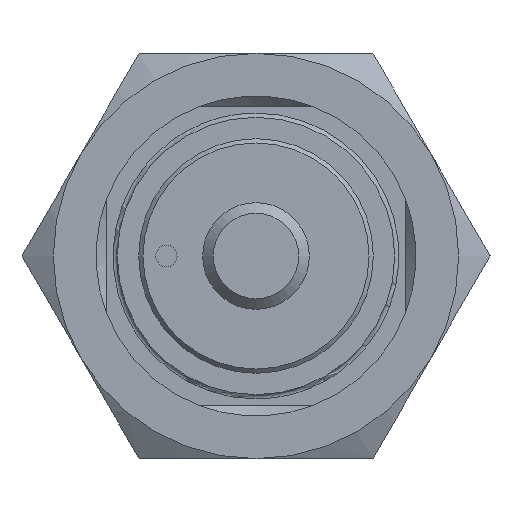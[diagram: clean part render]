
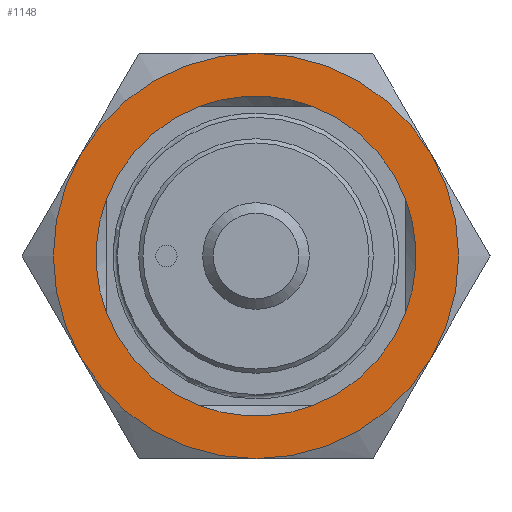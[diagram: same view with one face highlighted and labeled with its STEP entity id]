
A CAD part, left-side view. The second image highlights one B-rep face of the part: STEP entity #1148.
In plain terms, the highlighted planar face has unit normal (-1, 0, 0).
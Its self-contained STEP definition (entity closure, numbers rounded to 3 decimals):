
#225=CARTESIAN_POINT('',(4.,2.693,7.));
#226=VERTEX_POINT('',#225);
#242=CARTESIAN_POINT('',(4.,-2.693,7.));
#243=VERTEX_POINT('',#242);
#257=CARTESIAN_POINT('',(4.,0.0,0.0));
#258=DIRECTION('',(-1.0,0.0,0.0));
#259=DIRECTION('',(0.0,0.0,1.0));
#260=AXIS2_PLACEMENT_3D('',#257,#258,#259);
#261=CIRCLE('',#260,7.5);
#262=EDGE_CURVE('',#243,#226,#261,.T.);
#855=CARTESIAN_POINT('',(4.,2.693,-7.));
#856=VERTEX_POINT('',#855);
#857=CARTESIAN_POINT('',(4.,7.,-2.693));
#858=VERTEX_POINT('',#857);
#859=CARTESIAN_POINT('',(4.0,0.0,0.0));
#860=DIRECTION('',(1.0,0.0,0.0));
#861=DIRECTION('',(0.0,0.0,1.0));
#862=AXIS2_PLACEMENT_3D('',#859,#860,#861);
#863=CIRCLE('',#862,7.5);
#864=EDGE_CURVE('',#856,#858,#863,.T.);
#889=CARTESIAN_POINT('',(4.,7.,2.693));
#890=VERTEX_POINT('',#889);
#918=CARTESIAN_POINT('',(4.0,0.0,0.0));
#919=DIRECTION('',(1.0,0.0,0.0));
#920=DIRECTION('',(0.0,0.0,1.0));
#921=AXIS2_PLACEMENT_3D('',#918,#919,#920);
#922=CIRCLE('',#921,7.5);
#923=EDGE_CURVE('',#890,#226,#922,.T.);
#959=CARTESIAN_POINT('',(4.,-7.,2.693));
#960=VERTEX_POINT('',#959);
#961=CARTESIAN_POINT('',(4.0,0.0,0.0));
#962=DIRECTION('',(1.0,0.0,0.0));
#963=DIRECTION('',(0.0,0.0,1.0));
#964=AXIS2_PLACEMENT_3D('',#961,#962,#963);
#965=CIRCLE('',#964,7.5);
#966=EDGE_CURVE('',#243,#960,#965,.T.);
#986=CARTESIAN_POINT('',(4.,-7.,-2.693));
#987=VERTEX_POINT('',#986);
#1015=CARTESIAN_POINT('',(4.,-2.693,-7.));
#1016=VERTEX_POINT('',#1015);
#1017=CARTESIAN_POINT('',(4.0,0.0,0.0));
#1018=DIRECTION('',(1.0,0.0,0.0));
#1019=DIRECTION('',(0.0,0.0,1.0));
#1020=AXIS2_PLACEMENT_3D('',#1017,#1018,#1019);
#1021=CIRCLE('',#1020,7.5);
#1022=EDGE_CURVE('',#987,#1016,#1021,.T.);
#1059=CARTESIAN_POINT('',(4.0,9.614,9.614));
#1060=DIRECTION('',(1.0,0.0,0.0));
#1061=DIRECTION('',(0.0,0.0,-1.0));
#1062=AXIS2_PLACEMENT_3D('',#1059,#1060,#1061);
#1063=PLANE('',#1062);
#1064=CARTESIAN_POINT('',(4.0,-8.227,4.75));
#1065=VERTEX_POINT('',#1064);
#1066=CARTESIAN_POINT('',(4.0,-8.227,-4.75));
#1067=VERTEX_POINT('',#1066);
#1068=CARTESIAN_POINT('',(4.0,0.0,0.0));
#1069=DIRECTION('',(1.0,0.0,0.0));
#1070=DIRECTION('',(0.0,0.0,-1.0));
#1071=AXIS2_PLACEMENT_3D('',#1068,#1069,#1070);
#1072=CIRCLE('',#1071,9.5);
#1073=EDGE_CURVE('',#1065,#1067,#1072,.T.);
#1074=ORIENTED_EDGE('',*,*,#1073,.F.);
#1075=CARTESIAN_POINT('',(4.0,0.,9.5));
#1076=VERTEX_POINT('',#1075);
#1077=CARTESIAN_POINT('',(4.0,0.0,0.0));
#1078=DIRECTION('',(1.0,0.0,0.0));
#1079=DIRECTION('',(0.0,0.0,-1.0));
#1080=AXIS2_PLACEMENT_3D('',#1077,#1078,#1079);
#1081=CIRCLE('',#1080,9.5);
#1082=EDGE_CURVE('',#1076,#1065,#1081,.T.);
#1083=ORIENTED_EDGE('',*,*,#1082,.F.);
#1084=CARTESIAN_POINT('',(4.,8.227,4.75));
#1085=VERTEX_POINT('',#1084);
#1086=CARTESIAN_POINT('',(4.0,0.0,0.0));
#1087=DIRECTION('',(1.0,0.0,0.0));
#1088=DIRECTION('',(0.0,0.0,-1.0));
#1089=AXIS2_PLACEMENT_3D('',#1086,#1087,#1088);
#1090=CIRCLE('',#1089,9.5);
#1091=EDGE_CURVE('',#1085,#1076,#1090,.T.);
#1092=ORIENTED_EDGE('',*,*,#1091,.F.);
#1093=CARTESIAN_POINT('',(4.,8.227,-4.75));
#1094=VERTEX_POINT('',#1093);
#1095=CARTESIAN_POINT('',(4.,0.0,0.0));
#1096=DIRECTION('',(1.0,0.0,0.0));
#1097=DIRECTION('',(0.0,0.0,-1.0));
#1098=AXIS2_PLACEMENT_3D('',#1095,#1096,#1097);
#1099=CIRCLE('',#1098,9.5);
#1100=EDGE_CURVE('',#1094,#1085,#1099,.T.);
#1101=ORIENTED_EDGE('',*,*,#1100,.F.);
#1102=CARTESIAN_POINT('',(4.0,0.,-9.5));
#1103=VERTEX_POINT('',#1102);
#1104=CARTESIAN_POINT('',(4.0,0.0,0.0));
#1105=DIRECTION('',(1.0,0.0,0.0));
#1106=DIRECTION('',(0.0,0.0,-1.0));
#1107=AXIS2_PLACEMENT_3D('',#1104,#1105,#1106);
#1108=CIRCLE('',#1107,9.5);
#1109=EDGE_CURVE('',#1103,#1094,#1108,.T.);
#1110=ORIENTED_EDGE('',*,*,#1109,.F.);
#1111=CARTESIAN_POINT('',(4.0,0.0,0.0));
#1112=DIRECTION('',(1.0,0.0,0.0));
#1113=DIRECTION('',(0.0,0.0,-1.0));
#1114=AXIS2_PLACEMENT_3D('',#1111,#1112,#1113);
#1115=CIRCLE('',#1114,9.5);
#1116=EDGE_CURVE('',#1067,#1103,#1115,.T.);
#1117=ORIENTED_EDGE('',*,*,#1116,.F.);
#1118=EDGE_LOOP('',(#1074,#1083,#1092,#1101,#1110,#1117));
#1119=FACE_OUTER_BOUND('',#1118,.T.);
#1120=CARTESIAN_POINT('',(4.,0.0,0.0));
#1121=DIRECTION('',(-1.0,0.0,0.0));
#1122=DIRECTION('',(0.0,0.0,1.0));
#1123=AXIS2_PLACEMENT_3D('',#1120,#1121,#1122);
#1124=CIRCLE('',#1123,7.5);
#1125=EDGE_CURVE('',#890,#858,#1124,.T.);
#1126=ORIENTED_EDGE('',*,*,#1125,.F.);
#1127=ORIENTED_EDGE('',*,*,#923,.T.);
#1128=ORIENTED_EDGE('',*,*,#262,.F.);
#1129=ORIENTED_EDGE('',*,*,#966,.T.);
#1130=CARTESIAN_POINT('',(4.,0.0,0.0));
#1131=DIRECTION('',(-1.0,0.0,0.0));
#1132=DIRECTION('',(0.0,0.0,1.0));
#1133=AXIS2_PLACEMENT_3D('',#1130,#1131,#1132);
#1134=CIRCLE('',#1133,7.5);
#1135=EDGE_CURVE('',#987,#960,#1134,.T.);
#1136=ORIENTED_EDGE('',*,*,#1135,.F.);
#1137=ORIENTED_EDGE('',*,*,#1022,.T.);
#1138=CARTESIAN_POINT('',(4.,0.0,0.0));
#1139=DIRECTION('',(-1.0,0.0,0.0));
#1140=DIRECTION('',(0.0,0.0,1.0));
#1141=AXIS2_PLACEMENT_3D('',#1138,#1139,#1140);
#1142=CIRCLE('',#1141,7.5);
#1143=EDGE_CURVE('',#856,#1016,#1142,.T.);
#1144=ORIENTED_EDGE('',*,*,#1143,.F.);
#1145=ORIENTED_EDGE('',*,*,#864,.T.);
#1146=EDGE_LOOP('',(#1126,#1127,#1128,#1129,#1136,#1137,#1144,#1145));
#1147=FACE_BOUND('',#1146,.T.);
#1148=ADVANCED_FACE('',(#1119,#1147),#1063,.F.);
